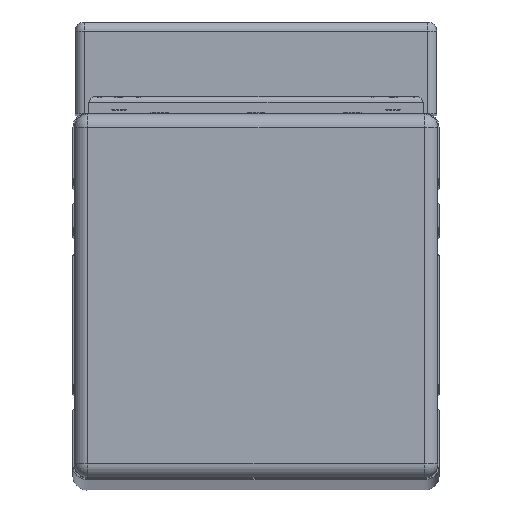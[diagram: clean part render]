
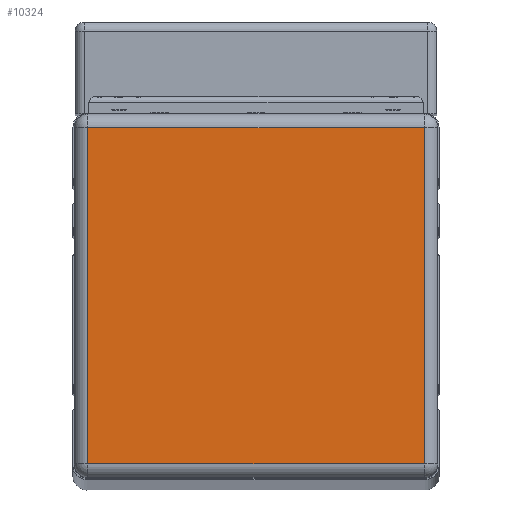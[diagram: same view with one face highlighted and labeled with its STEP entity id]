
A CAD part, top view. The second image highlights one B-rep face of the part: STEP entity #10324.
In plain terms, the highlighted planar face has unit normal (0, 0, 1).
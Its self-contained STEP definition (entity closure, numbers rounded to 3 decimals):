
#9470=CARTESIAN_POINT('',(36.749,36.751,-189.814));
#9471=VERTEX_POINT('',#9470);
#9479=CARTESIAN_POINT('',(36.751,-36.749,-189.814));
#9480=VERTEX_POINT('',#9479);
#9481=CARTESIAN_POINT('',(36.749,36.751,-189.814));
#9482=DIRECTION('',(0.,-1.,0.));
#9483=VECTOR('',#9482,73.5);
#9484=LINE('',#9481,#9483);
#9485=EDGE_CURVE('',#9471,#9480,#9484,.T.);
#10181=CARTESIAN_POINT('',(-36.749,-36.75,-189.814));
#10182=VERTEX_POINT('',#10181);
#10183=CARTESIAN_POINT('',(-36.749,-36.75,-189.814));
#10184=DIRECTION('',(1.,0.,0.));
#10185=VECTOR('',#10184,73.5);
#10186=LINE('',#10183,#10185);
#10187=EDGE_CURVE('',#10182,#9480,#10186,.T.);
#10213=CARTESIAN_POINT('',(-36.751,36.75,-189.814));
#10214=VERTEX_POINT('',#10213);
#10215=CARTESIAN_POINT('',(-36.749,-36.75,-189.814));
#10216=DIRECTION('',(0.,1.,0.0));
#10217=VECTOR('',#10216,73.5);
#10218=LINE('',#10215,#10217);
#10219=EDGE_CURVE('',#10182,#10214,#10218,.T.);
#10245=CARTESIAN_POINT('',(-36.751,36.75,-189.814));
#10246=DIRECTION('',(1.,0.,0.));
#10247=VECTOR('',#10246,73.5);
#10248=LINE('',#10245,#10247);
#10249=EDGE_CURVE('',#10214,#9471,#10248,.T.);
#10313=CARTESIAN_POINT('',(0.,0.,-189.814));
#10314=DIRECTION('',(0.0,0.0,1.0));
#10315=DIRECTION('',(1.,0.,0.0));
#10316=AXIS2_PLACEMENT_3D('',#10313,#10314,#10315);
#10317=PLANE('',#10316);
#10318=ORIENTED_EDGE('',*,*,#10187,.T.);
#10319=ORIENTED_EDGE('',*,*,#9485,.F.);
#10320=ORIENTED_EDGE('',*,*,#10249,.F.);
#10321=ORIENTED_EDGE('',*,*,#10219,.F.);
#10322=EDGE_LOOP('',(#10318,#10319,#10320,#10321));
#10323=FACE_OUTER_BOUND('',#10322,.T.);
#10324=ADVANCED_FACE('',(#10323),#10317,.T.);
